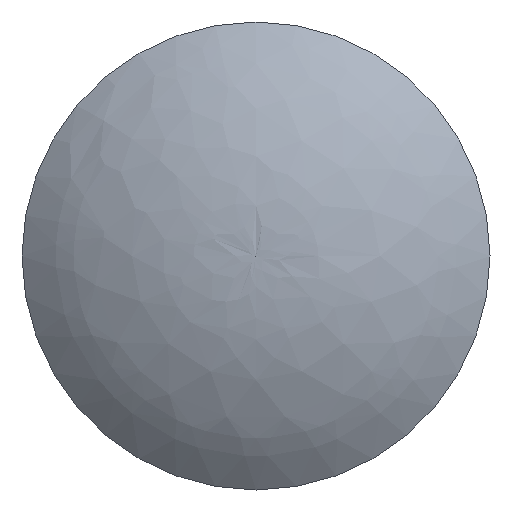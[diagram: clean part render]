
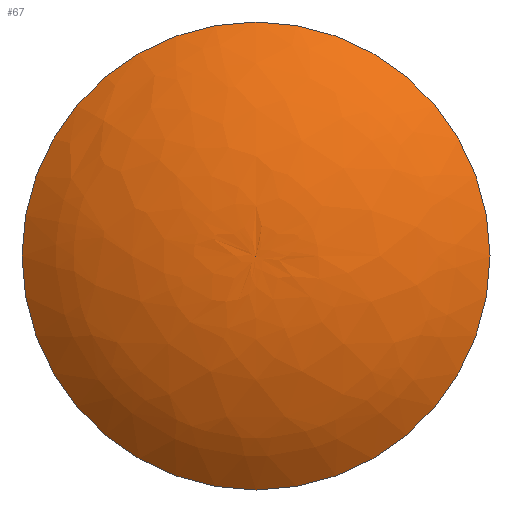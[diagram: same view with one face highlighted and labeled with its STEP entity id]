
A CAD part, left-side view. The second image highlights one B-rep face of the part: STEP entity #67.
In plain terms, the highlighted free-form (B-spline) face has degree [2, 2] with [3, 9] control points.
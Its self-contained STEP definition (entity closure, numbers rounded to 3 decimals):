
#24=FACE_OUTER_BOUND('',#29,.T.);
#29=EDGE_LOOP('',(#52,#53,#54));
#35=CIRCLE('',#92,8.75);
#36=CIRCLE('',#93,13.151);
#40=VERTEX_POINT('',#151);
#41=VERTEX_POINT('',#153);
#45=EDGE_CURVE('',#40,#40,#35,.T.);
#46=EDGE_CURVE('',#40,#41,#36,.T.);
#52=ORIENTED_EDGE('',*,*,#45,.F.);
#53=ORIENTED_EDGE('',*,*,#46,.T.);
#54=ORIENTED_EDGE('',*,*,#46,.F.);
#66=(
BOUNDED_SURFACE()
B_SPLINE_SURFACE(2,2,((#124,#125,#126,#127,#128,#129,#130,#131,#132),(#133,
#134,#135,#136,#137,#138,#139,#140,#141),(#142,#143,#144,#145,#146,#147,
#148,#149,#150)),.UNSPECIFIED.,.F.,.T.,.F.)
B_SPLINE_SURFACE_WITH_KNOTS((3,3),(3,2,2,2,3),(-1.609,-0.893),
(-3.142,-1.571,0.,1.571,3.142),
 .UNSPECIFIED.)
GEOMETRIC_REPRESENTATION_ITEM()
RATIONAL_B_SPLINE_SURFACE(((1.,0.707,1.,0.707,1.,
0.707,1.,0.707,1.),(0.937,0.662,
0.937,0.662,0.937,0.662,
0.937,0.662,0.937),(1.,0.707,
1.,0.707,1.,0.707,1.,0.707,1.)))
REPRESENTATION_ITEM('')
SURFACE()
);
#67=ADVANCED_FACE('',(#24),#66,.F.);
#92=AXIS2_PLACEMENT_3D('',#152,#103,#104);
#93=AXIS2_PLACEMENT_3D('',#154,#105,#106);
#103=DIRECTION('center_axis',(1.,0.,0.));
#104=DIRECTION('ref_axis',(0.,0.,-1.));
#105=DIRECTION('center_axis',(0.,-1.,0.));
#106=DIRECTION('ref_axis',(0.,0.,1.));
#124=CARTESIAN_POINT('Ctrl Pts',(-23.,0.,0.));
#125=CARTESIAN_POINT('Ctrl Pts',(-23.,0.,
0.));
#126=CARTESIAN_POINT('Ctrl Pts',(-23.,0.,
0.));
#127=CARTESIAN_POINT('Ctrl Pts',(-23.,0.,
0.));
#128=CARTESIAN_POINT('Ctrl Pts',(-23.,0.,0.));
#129=CARTESIAN_POINT('Ctrl Pts',(-23.,0.,
0.));
#130=CARTESIAN_POINT('Ctrl Pts',(-23.,0.,
0.));
#131=CARTESIAN_POINT('Ctrl Pts',(-23.,0.,
0.));
#132=CARTESIAN_POINT('Ctrl Pts',(-23.,0.,0.));
#133=CARTESIAN_POINT('Ctrl Pts',(-23.187,0.,4.918));
#134=CARTESIAN_POINT('Ctrl Pts',(-23.187,-4.918,4.918));
#135=CARTESIAN_POINT('Ctrl Pts',(-23.187,-4.918,0.));
#136=CARTESIAN_POINT('Ctrl Pts',(-23.187,-4.918,-4.918));
#137=CARTESIAN_POINT('Ctrl Pts',(-23.187,0.,-4.918));
#138=CARTESIAN_POINT('Ctrl Pts',(-23.187,4.918,-4.918));
#139=CARTESIAN_POINT('Ctrl Pts',(-23.187,4.918,0.));
#140=CARTESIAN_POINT('Ctrl Pts',(-23.187,4.918,4.918));
#141=CARTESIAN_POINT('Ctrl Pts',(-23.187,0.,4.918));
#142=CARTESIAN_POINT('Ctrl Pts',(-20.1,0.,8.75));
#143=CARTESIAN_POINT('Ctrl Pts',(-20.1,-8.75,8.75));
#144=CARTESIAN_POINT('Ctrl Pts',(-20.1,-8.75,0.));
#145=CARTESIAN_POINT('Ctrl Pts',(-20.1,-8.75,-8.75));
#146=CARTESIAN_POINT('Ctrl Pts',(-20.1,0.,-8.75));
#147=CARTESIAN_POINT('Ctrl Pts',(-20.1,8.75,-8.75));
#148=CARTESIAN_POINT('Ctrl Pts',(-20.1,8.75,0.));
#149=CARTESIAN_POINT('Ctrl Pts',(-20.1,8.75,8.75));
#150=CARTESIAN_POINT('Ctrl Pts',(-20.1,0.,8.75));
#151=CARTESIAN_POINT('',(-20.1,0.,8.75));
#152=CARTESIAN_POINT('Origin',(-20.1,0.,0.));
#153=CARTESIAN_POINT('',(-23.,0.,0.));
#154=CARTESIAN_POINT('Origin',(-9.858,0.,
0.5));
